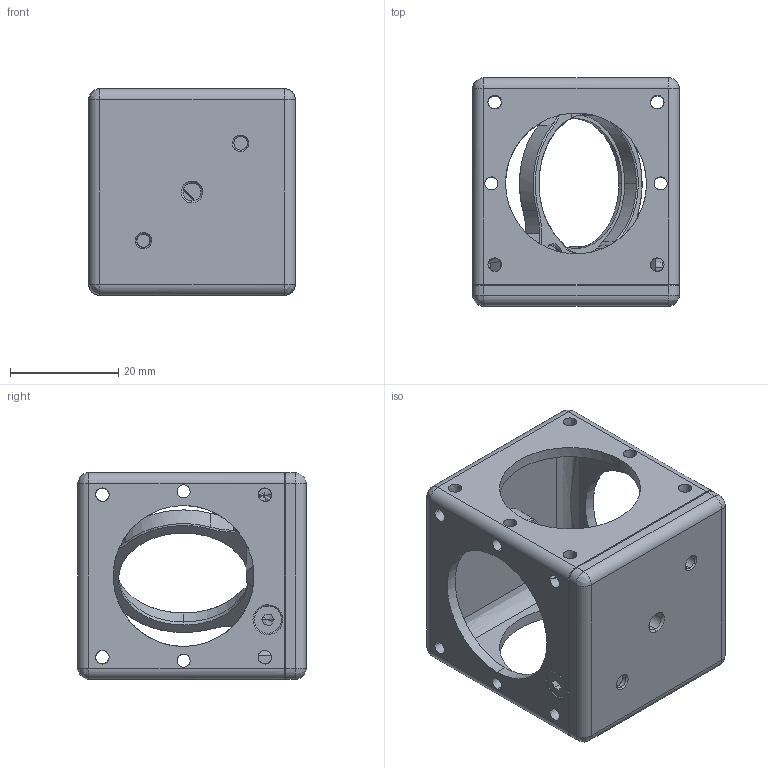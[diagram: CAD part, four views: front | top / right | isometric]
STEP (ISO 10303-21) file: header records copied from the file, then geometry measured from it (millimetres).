
FILE_DESCRIPTION (( 'STEP AP203' ), '1' );
FILE_NAME ('2.2.7.37_L30F-ZLCM_30mm笼式二向色滤光片立方体，适合φ1英寸圆形镜片，带M3和M4螺纹安装孔_step.STEP', '2021-11-15T07:22:44', ( '' ), ( '' ), 'SwSTEP 2.0', 'SolidWorks 2020', '' );
FILE_SCHEMA (( 'CONFIG_CONTROL_DESIGN' ));
Length unit declared in the file: millimetre
Products named in the file (1): 2.2.7.37_L30F-ZLCM_30mm笼式二向色滤光片立方体，适合φ1英寸圆形镜片，带M3和M4螺纹安装孔_step
Bounding box: 38.1 x 42.1 x 38.1 mm (x, y, z)
Surface area: 14947.2 mm2 (no closed solid volume)
Topology: 0 solids, 6 shells, 319 faces, 1004 edges, 638 vertices
Faces by surface type: bspline 319
Entity records: 15286 total; most frequent: CARTESIAN_POINT 9978, ORIENTED_EDGE 1668, EDGE_CURVE 978, B_SPLINE_CURVE_WITH_KNOTS 727, VERTEX_POINT 638, EDGE_LOOP 387, ADVANCED_FACE 319, FACE_OUTER_BOUND 319
